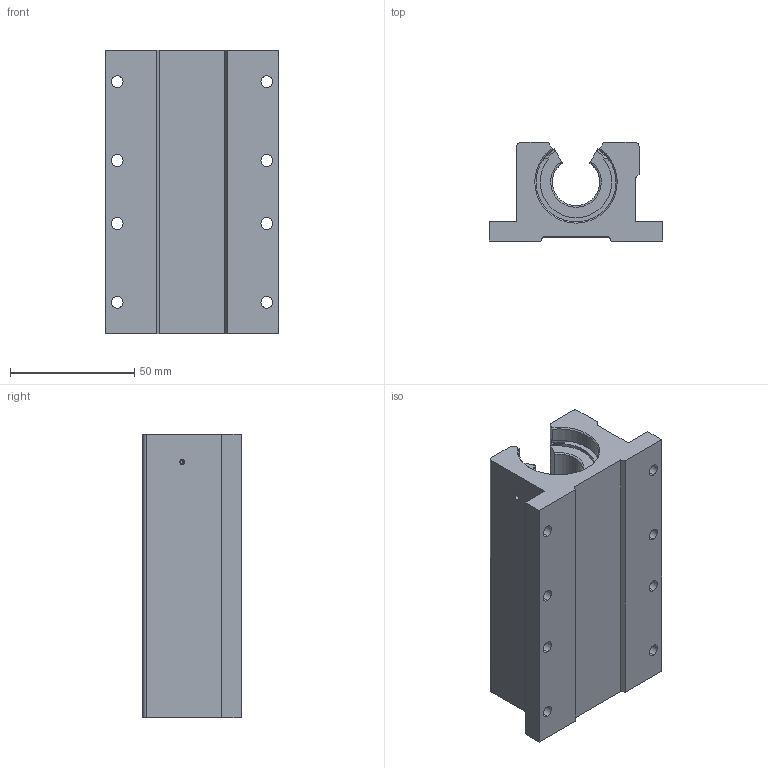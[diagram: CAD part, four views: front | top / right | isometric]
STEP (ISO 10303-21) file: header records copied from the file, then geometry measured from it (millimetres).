
FILE_DESCRIPTION (( 'STEP AP203' ), '1' );
FILE_NAME ('PillowBlock_4064225114.step', '2020-05-07T16:48:03', ( '' ), ( '' ), 'SwSTEP 2.0', 'SolidWorks 2019', '' );
FILE_SCHEMA (( 'CONFIG_CONTROL_DESIGN' ));
Length unit declared in the file: inch
Products named in the file (3): huWZa2L2Yt_CADModel_0; PillowBlock_4064225114
Assembly tree (1 placements, depth 2):
  PillowBlock_4064225114
    huWZa2L2Yt_CADModel_0
  huWZa2L2Yt_CADModel_0
Bounding box: 69.85 x 39.7 x 114.3 mm (x, y, z)
Volume: 170561.8 mm3; surface area: 64711.3 mm2
Topology: 15 solids, 15 shells, 382 faces, 1016 edges, 654 vertices
Faces by surface type: cylinder 183, plane 87, cone 84, torus 20, bspline 8
Entity records: 13318 total; most frequent: CARTESIAN_POINT 3397, DIRECTION 2094, ORIENTED_EDGE 2032, EDGE_CURVE 1016, AXIS2_PLACEMENT_3D 835, VERTEX_POINT 654, CIRCLE 456, LINE 424
